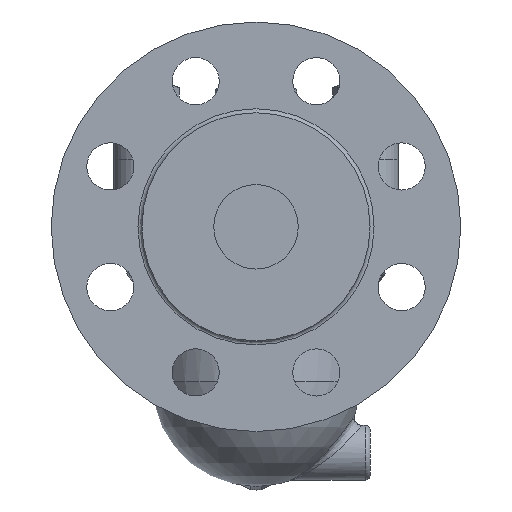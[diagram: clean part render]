
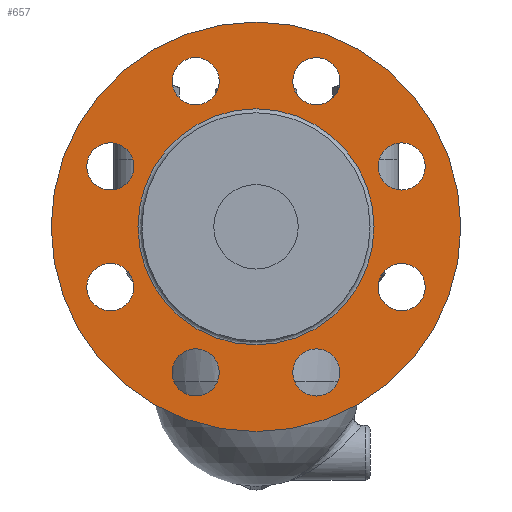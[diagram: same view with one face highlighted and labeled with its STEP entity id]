
A CAD part, left-side view. The second image highlights one B-rep face of the part: STEP entity #657.
In plain terms, the highlighted free-form (B-spline) face has degree [1, 1] with [2, 2] control points.
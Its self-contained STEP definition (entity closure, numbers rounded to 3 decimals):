
#527=CARTESIAN_POINT('',(-138.4,0.0,40.55));
#528=VERTEX_POINT('',#527);
#529=CARTESIAN_POINT('',(-138.4,0.0,-7.));
#530=DIRECTION('',(-1.0,0.0,0.0));
#531=DIRECTION('',(0.0,0.0,-1.0));
#532=AXIS2_PLACEMENT_3D('',#529,#530,#531);
#533=CIRCLE('',#532,47.55);
#534=EDGE_CURVE('',#528,#528,#533,.T.);
#550=CARTESIAN_POINT('',(-138.4,82.5,75.5));
#551=CARTESIAN_POINT('',(-138.4,82.5,-89.5));
#552=CARTESIAN_POINT('',(-138.4,-82.5,75.5));
#553=CARTESIAN_POINT('',(-138.4,-82.5,-89.5));
#554=B_SPLINE_SURFACE_WITH_KNOTS('',1,1,((#550,#552),(#551,#553)),.UNSPECIFIED.,.F.,.F.,.U.,(2,2),(2,2),(0.0,165.0),(0.0,165.0),.UNSPECIFIED.);
#555=CARTESIAN_POINT('',(-138.4,0.0,75.5));
#556=VERTEX_POINT('',#555);
#557=CARTESIAN_POINT('',(-138.4,0.0,-7.));
#558=DIRECTION('',(-1.0,0.0,0.0));
#559=DIRECTION('',(0.0,0.0,1.0));
#560=AXIS2_PLACEMENT_3D('',#557,#558,#559);
#561=CIRCLE('',#560,82.5);
#562=EDGE_CURVE('',#556,#556,#561,.T.);
#563=ORIENTED_EDGE('',*,*,#562,.T.);
#564=EDGE_LOOP('',(#563));
#565=FACE_OUTER_BOUND('',#564,.T.);
#566=CARTESIAN_POINT('',(-138.4,24.3,42.166));
#567=VERTEX_POINT('',#566);
#568=CARTESIAN_POINT('',(-138.4,24.3,51.666));
#569=DIRECTION('',(1.0,0.0,0.0));
#570=DIRECTION('',(0.0,0.0,-1.0));
#571=AXIS2_PLACEMENT_3D('',#568,#569,#570);
#572=CIRCLE('',#571,9.5);
#573=EDGE_CURVE('',#567,#567,#572,.T.);
#574=ORIENTED_EDGE('',*,*,#573,.T.);
#575=EDGE_LOOP('',(#574));
#576=FACE_BOUND('',#575,.T.);
#577=CARTESIAN_POINT('',(-138.4,51.949,10.583));
#578=VERTEX_POINT('',#577);
#579=CARTESIAN_POINT('',(-138.4,58.666,17.3));
#580=DIRECTION('',(1.,0.,0.));
#581=DIRECTION('',(0.,-0.707,-0.707));
#582=AXIS2_PLACEMENT_3D('',#579,#580,#581);
#583=CIRCLE('',#582,9.5);
#584=EDGE_CURVE('',#578,#578,#583,.T.);
#585=ORIENTED_EDGE('',*,*,#584,.T.);
#586=EDGE_LOOP('',(#585));
#587=FACE_BOUND('',#586,.T.);
#588=CARTESIAN_POINT('',(-138.4,49.166,-31.3));
#589=VERTEX_POINT('',#588);
#590=CARTESIAN_POINT('',(-138.4,58.666,-31.3));
#591=DIRECTION('',(1.0,0.0,0.0));
#592=DIRECTION('',(0.0,-1.0,0.0));
#593=AXIS2_PLACEMENT_3D('',#590,#591,#592);
#594=CIRCLE('',#593,9.5);
#595=EDGE_CURVE('',#589,#589,#594,.T.);
#596=ORIENTED_EDGE('',*,*,#595,.T.);
#597=EDGE_LOOP('',(#596));
#598=FACE_BOUND('',#597,.T.);
#599=CARTESIAN_POINT('',(-138.4,17.583,-58.949));
#600=VERTEX_POINT('',#599);
#601=CARTESIAN_POINT('',(-138.4,24.3,-65.666));
#602=DIRECTION('',(1.,0.,0.));
#603=DIRECTION('',(0.,-0.707,0.707));
#604=AXIS2_PLACEMENT_3D('',#601,#602,#603);
#605=CIRCLE('',#604,9.5);
#606=EDGE_CURVE('',#600,#600,#605,.T.);
#607=ORIENTED_EDGE('',*,*,#606,.T.);
#608=EDGE_LOOP('',(#607));
#609=FACE_BOUND('',#608,.T.);
#610=CARTESIAN_POINT('',(-138.4,-24.3,-56.166));
#611=VERTEX_POINT('',#610);
#612=CARTESIAN_POINT('',(-138.4,-24.3,-65.666));
#613=DIRECTION('',(1.0,0.0,0.0));
#614=DIRECTION('',(0.0,0.0,1.0));
#615=AXIS2_PLACEMENT_3D('',#612,#613,#614);
#616=CIRCLE('',#615,9.5);
#617=EDGE_CURVE('',#611,#611,#616,.T.);
#618=ORIENTED_EDGE('',*,*,#617,.T.);
#619=EDGE_LOOP('',(#618));
#620=FACE_BOUND('',#619,.T.);
#621=CARTESIAN_POINT('',(-138.4,-51.949,-24.583));
#622=VERTEX_POINT('',#621);
#623=CARTESIAN_POINT('',(-138.4,-58.666,-31.3));
#624=DIRECTION('',(1.0,0.,0.));
#625=DIRECTION('',(0.,0.707,0.707));
#626=AXIS2_PLACEMENT_3D('',#623,#624,#625);
#627=CIRCLE('',#626,9.5);
#628=EDGE_CURVE('',#622,#622,#627,.T.);
#629=ORIENTED_EDGE('',*,*,#628,.T.);
#630=EDGE_LOOP('',(#629));
#631=FACE_BOUND('',#630,.T.);
#632=CARTESIAN_POINT('',(-138.4,-49.166,17.3));
#633=VERTEX_POINT('',#632);
#634=CARTESIAN_POINT('',(-138.4,-58.666,17.3));
#635=DIRECTION('',(1.0,0.0,0.0));
#636=DIRECTION('',(0.0,1.0,0.0));
#637=AXIS2_PLACEMENT_3D('',#634,#635,#636);
#638=CIRCLE('',#637,9.5);
#639=EDGE_CURVE('',#633,#633,#638,.T.);
#640=ORIENTED_EDGE('',*,*,#639,.T.);
#641=EDGE_LOOP('',(#640));
#642=FACE_BOUND('',#641,.T.);
#643=CARTESIAN_POINT('',(-138.4,-17.583,44.949));
#644=VERTEX_POINT('',#643);
#645=CARTESIAN_POINT('',(-138.4,-24.3,51.666));
#646=DIRECTION('',(1.0,0.,0.));
#647=DIRECTION('',(0.,0.707,-0.707));
#648=AXIS2_PLACEMENT_3D('',#645,#646,#647);
#649=CIRCLE('',#648,9.5);
#650=EDGE_CURVE('',#644,#644,#649,.T.);
#651=ORIENTED_EDGE('',*,*,#650,.T.);
#652=EDGE_LOOP('',(#651));
#653=FACE_BOUND('',#652,.T.);
#654=ORIENTED_EDGE('',*,*,#534,.F.);
#655=EDGE_LOOP('',(#654));
#656=FACE_BOUND('',#655,.T.);
#657=ADVANCED_FACE('',(#565,#576,#587,#598,#609,#620,#631,#642,#653,#656),#554,.T.);
